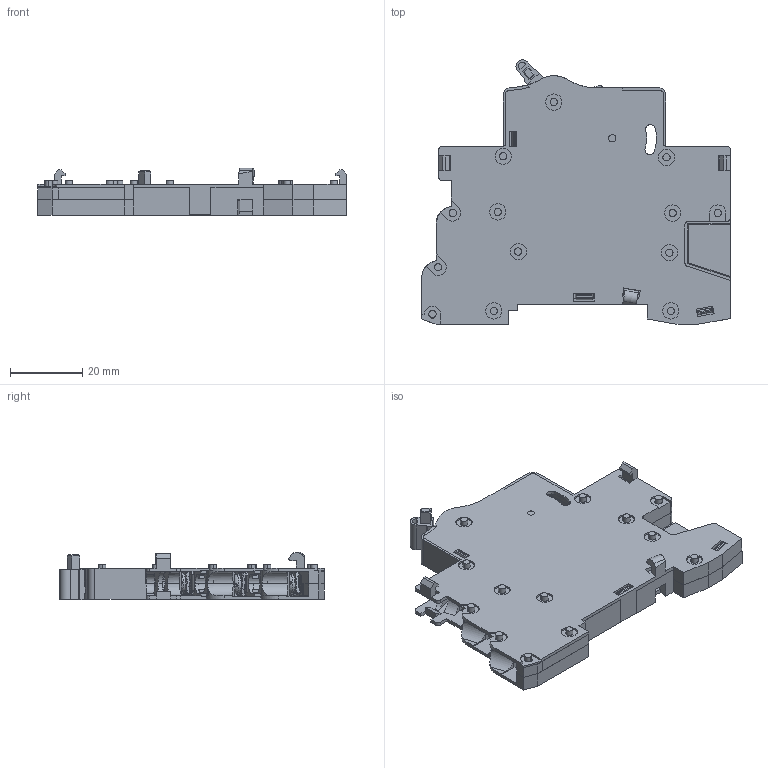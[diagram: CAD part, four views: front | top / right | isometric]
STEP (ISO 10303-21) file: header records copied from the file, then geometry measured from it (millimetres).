
FILE_DESCRIPTION (( 'STEP AP214' ), '1' );
FILE_NAME ('OF2 俋倛芞.STEP', '2023-04-07T05:32:46', ( '' ), ( '' ), 'SwSTEP 2.0', 'SolidWorks 2018', '' );
FILE_SCHEMA (( 'AUTOMOTIVE_DESIGN' ));
Length unit declared in the file: millimetre
Products named in the file (11): 5LD.850.100; 8LD.315.0170; 8LD.907.104; 8LD.371.103; OF2 俋倛芞; 8LD.557.190; 8LD.570.122; 8LD.557.191; 8LD.043.149; 8LD.024.0161; 8LD.253.1258
Assembly tree (12 placements, depth 3):
  OF2 俋倛芞
    8LD.024.0161
    8LD.253.1258
    8LD.315.0170
    8LD.043.149
    8LD.557.190
    8LD.557.191
    8LD.570.122
    5LD.850.100  x3
      8LD.371.103
      8LD.907.104
Bounding box: 85.5 x 73.25 x 13.1 mm (x, y, z)
Volume: 15725.2 mm3; surface area: 32721.2 mm2
Topology: 41 solids, 42 shells, 2402 faces, 6447 edges, 4195 vertices
Faces by surface type: plane 1563, cylinder 556, bspline 202, cone 43, torus 35, sphere 3
Entity records: 67196 total; most frequent: CARTESIAN_POINT 15561, ORIENTED_EDGE 10994, DIRECTION 10118, EDGE_CURVE 5497, LINE 4088, VECTOR 4088, VERTEX_POINT 3591, AXIS2_PLACEMENT_3D 3015
